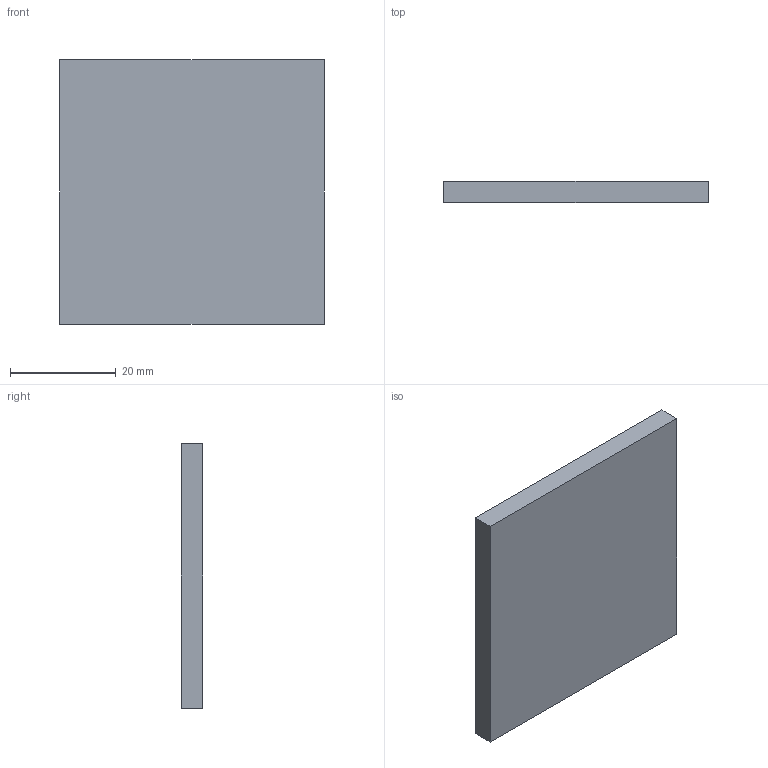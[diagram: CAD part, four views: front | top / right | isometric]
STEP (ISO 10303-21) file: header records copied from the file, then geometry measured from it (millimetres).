
FILE_DESCRIPTION (( 'STEP AP203' ), '1' );
FILE_NAME ('样品（Aluminum）.STEP', '2025-05-20T08:42:25', ( '' ), ( '' ), 'SwSTEP 2.0', 'SolidWorks 2018', '' );
FILE_SCHEMA (( 'CONFIG_CONTROL_DESIGN' ));
Length unit declared in the file: millimetre
Products named in the file (1): 欴こㄗAluminumㄘ
Bounding box: 50 x 4 x 50 mm (x, y, z)
Volume: 9984.9 mm3; surface area: 5883.3 mm2
Topology: 1 solids, 1 shells, 72 faces, 144 edges, 96 vertices
Faces by surface type: cylinder 44, plane 28
Entity records: 1993 total; most frequent: DIRECTION 378, CARTESIAN_POINT 313, ORIENTED_EDGE 288, AXIS2_PLACEMENT_3D 161, EDGE_CURVE 144, VERTEX_POINT 96, EDGE_LOOP 94, CIRCLE 88
